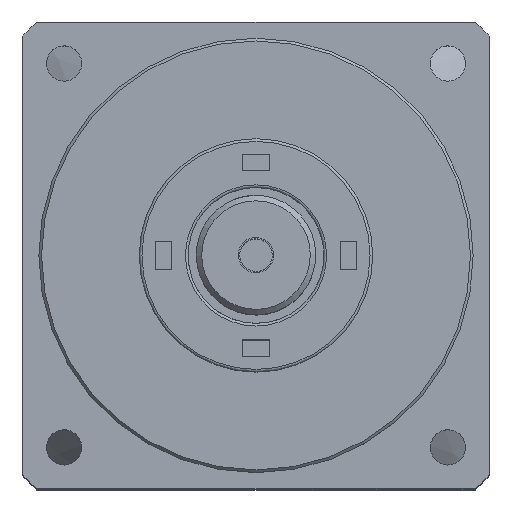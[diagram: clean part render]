
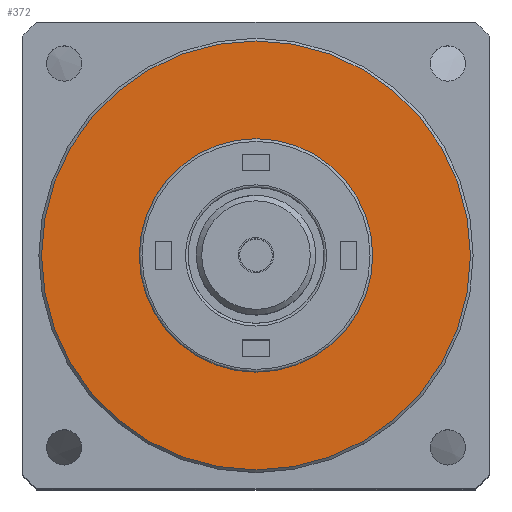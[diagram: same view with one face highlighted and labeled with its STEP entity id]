
A CAD part, top view. The second image highlights one B-rep face of the part: STEP entity #372.
In plain terms, the highlighted planar face has unit normal (0, 0, 1).
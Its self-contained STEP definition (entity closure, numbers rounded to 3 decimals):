
#372 = ADVANCED_FACE( 'NONE', ( #964, #965 ), #966, .T. );
#964 = FACE_OUTER_BOUND( '', #1847, .T. );
#965 = FACE_BOUND( '', #1848, .T. );
#966 = PLANE( '', #1849 );
#1847 = EDGE_LOOP( '', ( #2909 ) );
#1848 = EDGE_LOOP( '', ( #2910 ) );
#1849 = AXIS2_PLACEMENT_3D( '', #2911, #2912, #2913 );
#2909 = ORIENTED_EDGE( '', *, *, #4469, .T. );
#2910 = ORIENTED_EDGE( '', *, *, #4470, .F. );
#2911 = CARTESIAN_POINT( '', ( -29.164, 1.802, -111.683 ) );
#2912 = DIRECTION( '', ( 0., 0., 1. ) );
#2913 = DIRECTION( '', ( 1., 0., 0. ) );
#4469 = EDGE_CURVE( 'NONE', #5263, #5263, #5264, .T. );
#4470 = EDGE_CURVE( 'NONE', #5265, #5265, #5266, .T. );
#5263 = VERTEX_POINT( '', #6523 );
#5264 = CIRCLE( '', #6524, 39.5 );
#5265 = VERTEX_POINT( '', #6525 );
#5266 = CIRCLE( '', #6526, 21.5 );
#6523 = CARTESIAN_POINT( '', ( 10.336, 1.802, -111.683 ) );
#6524 = AXIS2_PLACEMENT_3D( '', #7824, #7825, #7826 );
#6525 = CARTESIAN_POINT( '', ( -7.664, 1.802, -111.683 ) );
#6526 = AXIS2_PLACEMENT_3D( '', #7827, #7828, #7829 );
#7824 = CARTESIAN_POINT( '', ( -29.164, 1.802, -111.683 ) );
#7825 = DIRECTION( '', ( 0., 0., 1. ) );
#7826 = DIRECTION( '', ( 1., 0., 0. ) );
#7827 = CARTESIAN_POINT( '', ( -29.164, 1.802, -111.683 ) );
#7828 = DIRECTION( '', ( 0., 0., 1. ) );
#7829 = DIRECTION( '', ( 1., 0., 0. ) );
